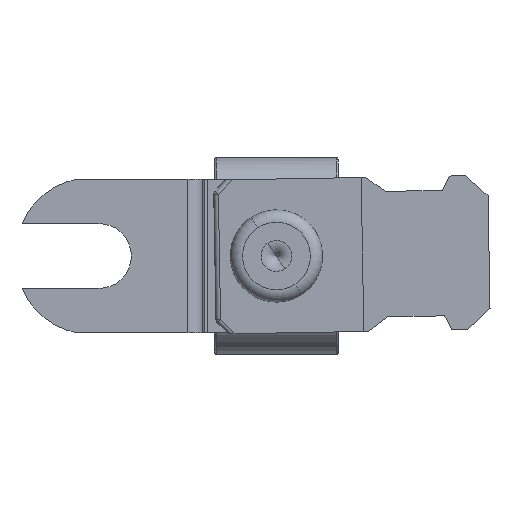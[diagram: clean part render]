
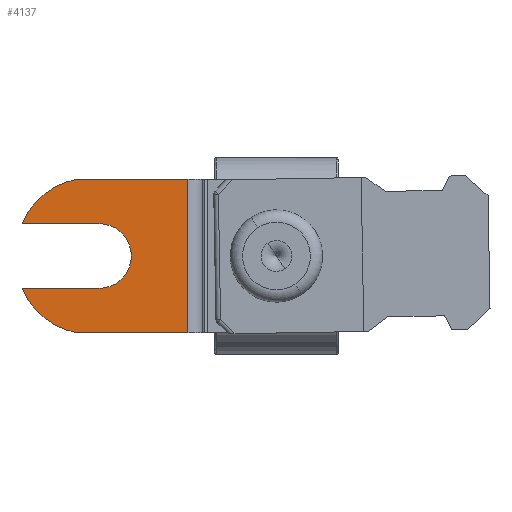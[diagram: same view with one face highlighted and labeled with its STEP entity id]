
A CAD part, front view. The second image highlights one B-rep face of the part: STEP entity #4137.
In plain terms, the highlighted planar face has unit normal (0, -1, 0).
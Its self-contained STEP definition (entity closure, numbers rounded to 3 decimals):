
#657 = DIRECTION ( 'NONE',  ( 0., 0., -1. ) ) ;
#872 = CARTESIAN_POINT ( 'NONE',  ( 0., 0., -10. ) ) ;
#1105 = VERTEX_POINT ( 'NONE', #7773 ) ;
#1643 = CARTESIAN_POINT ( 'NONE',  ( 9.627, 0., -7.1 ) ) ;
#1662 = DIRECTION ( 'NONE',  ( 0., -1., 0. ) ) ;
#1848 = VERTEX_POINT ( 'NONE', #6408 ) ;
#1870 = EDGE_CURVE ( 'NONE', #2609, #12344, #11900, .T. ) ;
#1880 = EDGE_CURVE ( 'NONE', #8992, #6067, #3295, .T. ) ;
#2012 = CIRCLE ( 'NONE', #11763, 2.1 ) ;
#2384 = CARTESIAN_POINT ( 'NONE',  ( 10.781, 0., -10. ) ) ;
#2609 = VERTEX_POINT ( 'NONE', #13218 ) ;
#3295 = CIRCLE ( 'NONE', #6933, 4.8 ) ;
#3536 = VECTOR ( 'NONE', #5807, 1000. ) ;
#3686 = EDGE_CURVE ( 'NONE', #1848, #2609, #4657, .T. ) ;
#4137 = ADVANCED_FACE ( 'NONE', ( #7523 ), #14048, .T. ) ;
#4273 = ORIENTED_EDGE ( 'NONE', *, *, #1880, .F. ) ;
#4657 = LINE ( 'NONE', #7869, #9494 ) ;
#4730 = LINE ( 'NONE', #2384, #3536 ) ;
#4777 = DIRECTION ( 'NONE',  ( 1., 0., 0. ) ) ;
#5077 = LINE ( 'NONE', #11456, #13545 ) ;
#5106 = DIRECTION ( 'NONE',  ( 0., -1., 0. ) ) ;
#5241 = DIRECTION ( 'NONE',  ( 0., 0., -1. ) ) ;
#5346 = VERTEX_POINT ( 'NONE', #7423 ) ;
#5389 = CARTESIAN_POINT ( 'NONE',  ( 4.438, 0., -4.728 ) ) ;
#5533 = DIRECTION ( 'NONE',  ( 0., 1., 0. ) ) ;
#5669 = DIRECTION ( 'NONE',  ( 0., 0., -1. ) ) ;
#5807 = DIRECTION ( 'NONE',  ( 0., 0., 1. ) ) ;
#5884 = VECTOR ( 'NONE', #4777, 1000. ) ;
#6019 = CARTESIAN_POINT ( 'NONE',  ( 3.61, 0., 0. ) ) ;
#6067 = VERTEX_POINT ( 'NONE', #9221 ) ;
#6089 = ORIENTED_EDGE ( 'NONE', *, *, #7179, .F. ) ;
#6092 = CARTESIAN_POINT ( 'NONE',  ( 5., 0., -5. ) ) ;
#6244 = LINE ( 'NONE', #872, #8812 ) ;
#6246 = ORIENTED_EDGE ( 'NONE', *, *, #6900, .F. ) ;
#6408 = CARTESIAN_POINT ( 'NONE',  ( 5., 0., -2.9 ) ) ;
#6705 = ORIENTED_EDGE ( 'NONE', *, *, #11149, .F. ) ;
#6733 = CARTESIAN_POINT ( 'NONE',  ( 4.438, 0., -5.272 ) ) ;
#6900 = EDGE_CURVE ( 'NONE', #8435, #1848, #2012, .T. ) ;
#6933 = AXIS2_PLACEMENT_3D ( 'NONE', #6733, #5533, #5669 ) ;
#7142 = DIRECTION ( 'NONE',  ( 1., 0., 0. ) ) ;
#7179 = EDGE_CURVE ( 'NONE', #6067, #8435, #13392, .T. ) ;
#7423 = CARTESIAN_POINT ( 'NONE',  ( 10.781, 0., 0. ) ) ;
#7523 = FACE_OUTER_BOUND ( 'NONE', #10721, .T. ) ;
#7773 = CARTESIAN_POINT ( 'NONE',  ( 10.781, 0., -10. ) ) ;
#7869 = CARTESIAN_POINT ( 'NONE',  ( 9.627, 0., -2.9 ) ) ;
#8054 = ORIENTED_EDGE ( 'NONE', *, *, #1870, .F. ) ;
#8262 = CARTESIAN_POINT ( 'NONE',  ( 3.61, 0., -10. ) ) ;
#8435 = VERTEX_POINT ( 'NONE', #13880 ) ;
#8812 = VECTOR ( 'NONE', #9584, 1000. ) ;
#8992 = VERTEX_POINT ( 'NONE', #8262 ) ;
#9221 = CARTESIAN_POINT ( 'NONE',  ( 0., 0., -7.1 ) ) ;
#9450 = AXIS2_PLACEMENT_3D ( 'NONE', #5389, #10075, #9871 ) ;
#9494 = VECTOR ( 'NONE', #11189, 1000. ) ;
#9584 = DIRECTION ( 'NONE',  ( 1., 0., 0. ) ) ;
#9871 = DIRECTION ( 'NONE',  ( 0., 0., -1. ) ) ;
#10075 = DIRECTION ( 'NONE',  ( 0., 1., 0. ) ) ;
#10181 = AXIS2_PLACEMENT_3D ( 'NONE', #11627, #5106, #5241 ) ;
#10721 = EDGE_LOOP ( 'NONE', ( #4273, #12123, #13442, #6705, #8054, #11193, #6246, #6089 ) ) ;
#11149 = EDGE_CURVE ( 'NONE', #12344, #5346, #5077, .T. ) ;
#11189 = DIRECTION ( 'NONE',  ( -1., 0., 0. ) ) ;
#11193 = ORIENTED_EDGE ( 'NONE', *, *, #3686, .F. ) ;
#11456 = CARTESIAN_POINT ( 'NONE',  ( 9.627, 0., 0. ) ) ;
#11627 = CARTESIAN_POINT ( 'NONE',  ( 9.627, 0., -10. ) ) ;
#11763 = AXIS2_PLACEMENT_3D ( 'NONE', #6092, #1662, #657 ) ;
#11900 = CIRCLE ( 'NONE', #9450, 4.8 ) ;
#12123 = ORIENTED_EDGE ( 'NONE', *, *, #12373, .T. ) ;
#12344 = VERTEX_POINT ( 'NONE', #6019 ) ;
#12373 = EDGE_CURVE ( 'NONE', #8992, #1105, #6244, .T. ) ;
#13153 = EDGE_CURVE ( 'NONE', #1105, #5346, #4730, .T. ) ;
#13218 = CARTESIAN_POINT ( 'NONE',  ( 0., 0., -2.9 ) ) ;
#13392 = LINE ( 'NONE', #1643, #5884 ) ;
#13442 = ORIENTED_EDGE ( 'NONE', *, *, #13153, .T. ) ;
#13545 = VECTOR ( 'NONE', #7142, 1000. ) ;
#13880 = CARTESIAN_POINT ( 'NONE',  ( 5., 0., -7.1 ) ) ;
#14048 = PLANE ( 'NONE',  #10181 ) ;
